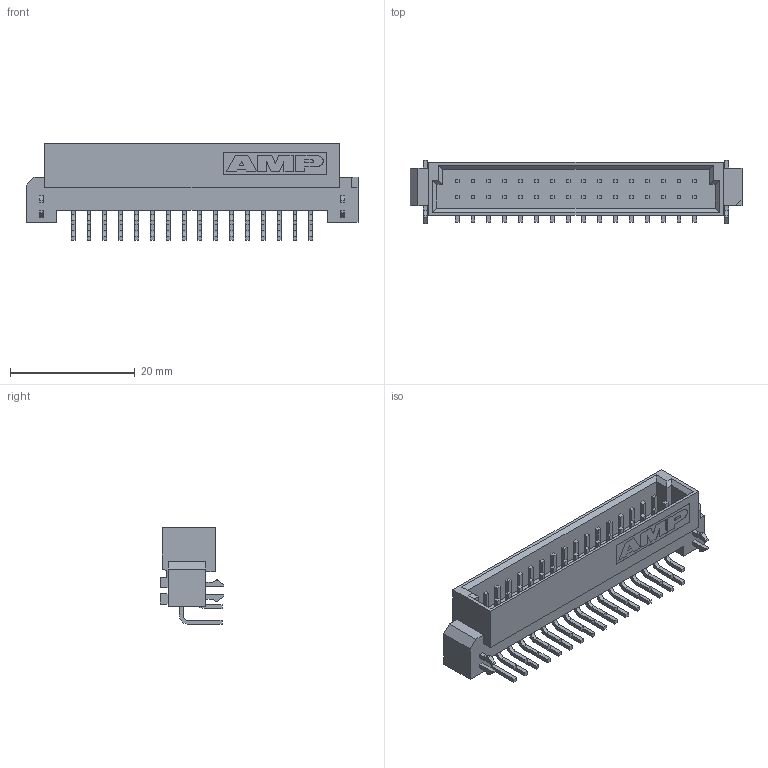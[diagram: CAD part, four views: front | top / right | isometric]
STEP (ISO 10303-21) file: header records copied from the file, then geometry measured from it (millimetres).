
FILE_DESCRIPTION((''),'2;1');
FILE_NAME('C-5536386-5','2012-04-18T',('workeradm'),('Tyco Electronics Ltd.'),'PRO/ENGINEER BY PARAMETRIC TECHNOLOGY CORPORATION, 2010430','PRO/ENGINEER BY PARAMETRIC TECHNOLOGY CORPORATION, 2010430','');
FILE_SCHEMA(('AUTOMOTIVE_DESIGN { 1 0 10303 214 1 1 1 1 }'));
Length unit declared in the file: millimetre
Products named in the file (1): C-5536386-5
Bounding box: 53.21 x 10.2 x 15.51 mm (x, y, z)
Volume: 2507.1 mm3; surface area: 3891.6 mm2
Topology: 1 solids, 1 shells, 800 faces, 2110 edges, 1404 vertices
Faces by surface type: plane 725, cylinder 73, extrusion 2
Entity records: 24599 total; most frequent: CARTESIAN_POINT 4354, ORIENTED_EDGE 4220, DIRECTION 3850, EDGE_CURVE 2110, VECTOR 1962, LINE 1960, VERTEX_POINT 1404, AXIS2_PLACEMENT_3D 944
